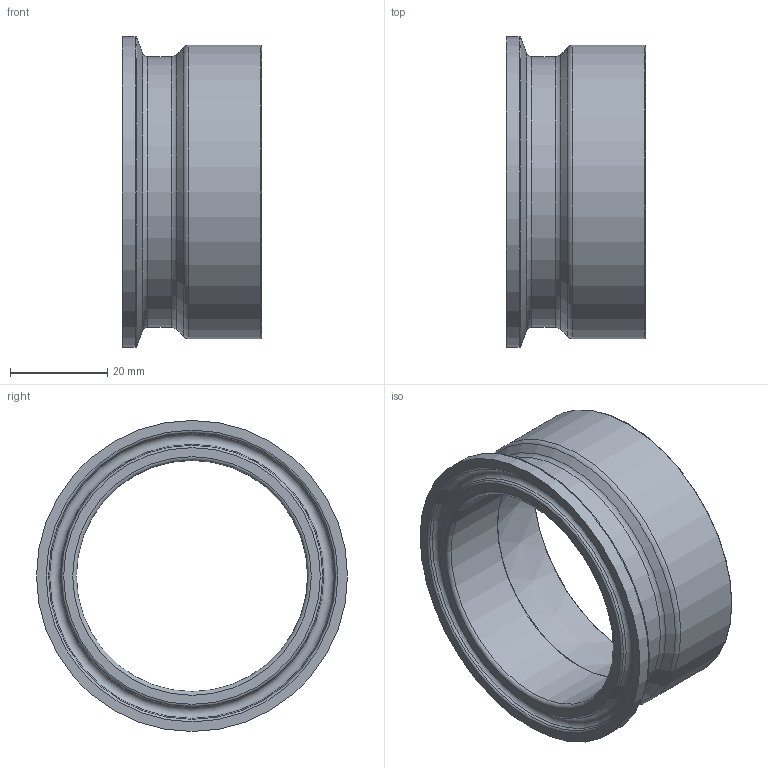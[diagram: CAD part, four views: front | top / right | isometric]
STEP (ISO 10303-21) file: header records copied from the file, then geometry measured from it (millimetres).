
FILE_DESCRIPTION(/* description */ (''),/* implementation_level */ '2;1');
FILE_NAME(/* name */ '19MPX-2.stp',/* time_stamp */ '2020-09-02T06:48:47-04:00',/* author */ ('ken'),/* organization */ (''),/* preprocessor_version */ 'ST-DEVELOPER v15.2',/* originating_system */ 'Autodesk Inventor 2014',/* authorisation */ '');
FILE_SCHEMA (('AUTOMOTIVE_DESIGN { 1 0 10303 214 3 1 1 }'));
Length unit declared in the file: inch
Products named in the file (1): 19MPX-2
Bounding box: 28.57 x 63.91 x 63.91 mm (x, y, z)
Volume: 24095.4 mm3; surface area: 12628.2 mm2
Topology: 1 solids, 1 shells, 23 faces, 43 edges, 23 vertices
Faces by surface type: torus 11, cone 5, cylinder 4, plane 3
Full cylindrical faces by diameter (mm): 47.498 x1, 55.677 x1, 60.325 x1, 63.906 x1
Entity records: 494 total; most frequent: DIRECTION 94, CARTESIAN_POINT 70, AXIS2_PLACEMENT_3D 47, EDGE_LOOP 46, ORIENTED_EDGE 46, FACE_BOUND 24, CIRCLE 23, VERTEX_POINT 23
